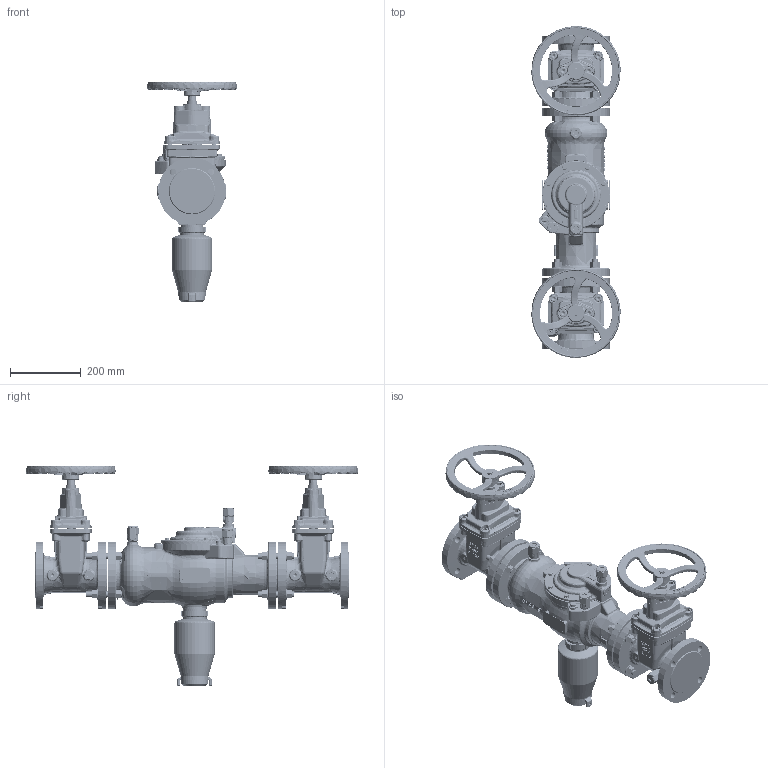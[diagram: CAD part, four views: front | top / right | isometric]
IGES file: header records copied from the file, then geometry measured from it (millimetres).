
Start section: START RECORD GO HERE.
Global section: file name: IGES_575108A_-_TST.igs; native system: DASSAULT SYSTEMES CATIA Version 5-6 Release 2020 - www.3ds.com; preprocessor: V5-6R2020_5.30.5.0.09-01-2021.20.00; author: advantage; organization: CALEFFI; date: 20250410.113335; units: millimetre
Bounding box: 253.66 x 939.92 x 621.97 mm (x, y, z)
Surface area: 1473865.8 mm2 (no closed solid volume)
Topology: 0 solids, 0 shells, 25890 faces, 126796 edges, 126345 vertices
Faces by surface type: plane 17638, revolution 5421, bspline 2639, extrusion 192
